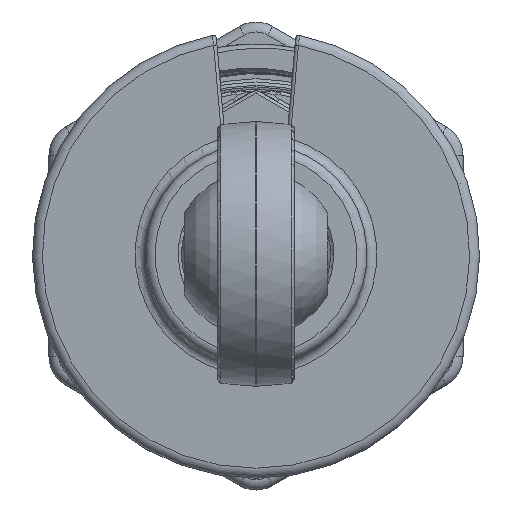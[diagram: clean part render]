
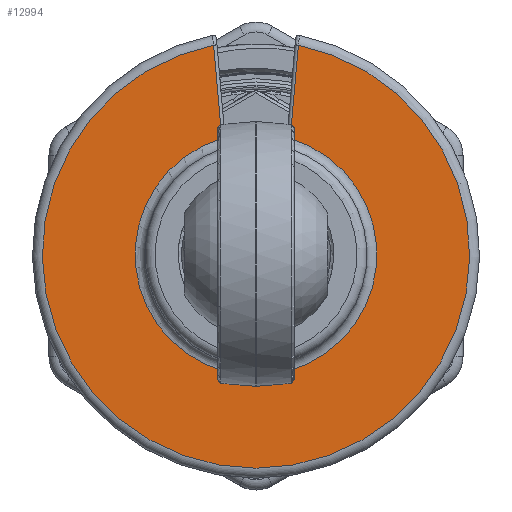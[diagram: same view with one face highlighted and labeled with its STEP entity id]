
A CAD part, top view. The second image highlights one B-rep face of the part: STEP entity #12994.
In plain terms, the highlighted face is planar.
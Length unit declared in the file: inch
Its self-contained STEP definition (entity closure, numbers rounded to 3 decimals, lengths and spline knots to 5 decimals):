
#11143=CARTESIAN_POINT('',(-0.42072,0.00403,0.05158));
#11144=VERTEX_POINT('',#11143);
#11180=CARTESIAN_POINT('',(-0.56177,0.00403,0.06392));
#11181=VERTEX_POINT('',#11180);
#11198=CARTESIAN_POINT('',(-0.42072,0.00403,0.05158));
#11199=DIRECTION('',(-0.996,0.,0.087));
#11200=VECTOR('',#11199,0.14158);
#11201=LINE('',#11198,#11200);
#11202=EDGE_CURVE('',#11144,#11181,#11201,.T.);
#12660=CARTESIAN_POINT('',(-0.42072,0.00403,-0.05158));
#12661=VERTEX_POINT('',#12660);
#12758=CARTESIAN_POINT('',(-0.56177,0.00403,-0.06392));
#12759=VERTEX_POINT('',#12758);
#12794=CARTESIAN_POINT('',(-0.56177,0.00403,-0.06392));
#12795=DIRECTION('',(0.996,0.,0.087));
#12796=VECTOR('',#12795,0.14158);
#12797=LINE('',#12794,#12796);
#12798=EDGE_CURVE('',#12759,#12661,#12797,.T.);
#12967=CARTESIAN_POINT('',(-0.24566,0.00403,0.0));
#12968=DIRECTION('',(0.0,-1.0,0.0));
#12969=DIRECTION('',(1.0,0.0,0.0));
#12970=AXIS2_PLACEMENT_3D('',#12967,#12968,#12969);
#12971=CIRCLE('',#12970,0.1825);
#12972=EDGE_CURVE('',#12661,#11144,#12971,.T.);
#12977=CARTESIAN_POINT('',(-0.49816,0.00403,0.0));
#12978=DIRECTION('',(0.0,-1.0,0.0));
#12979=DIRECTION('',(0.0,0.0,-1.0));
#12980=AXIS2_PLACEMENT_3D('',#12977,#12978,#12979);
#12981=PLANE('',#12980);
#12982=ORIENTED_EDGE('',*,*,#11202,.F.);
#12983=ORIENTED_EDGE('',*,*,#12972,.F.);
#12984=ORIENTED_EDGE('',*,*,#12798,.F.);
#12985=CARTESIAN_POINT('',(-0.24566,0.00403,0.0));
#12986=DIRECTION('',(0.0,1.0,0.0));
#12987=DIRECTION('',(1.0,0.0,0.0));
#12988=AXIS2_PLACEMENT_3D('',#12985,#12986,#12987);
#12989=CIRCLE('',#12988,0.3225);
#12990=EDGE_CURVE('',#11181,#12759,#12989,.T.);
#12991=ORIENTED_EDGE('',*,*,#12990,.F.);
#12992=EDGE_LOOP('',(#12982,#12983,#12984,#12991));
#12993=FACE_OUTER_BOUND('',#12992,.T.);
#12994=ADVANCED_FACE('',(#12993),#12981,.T.);
